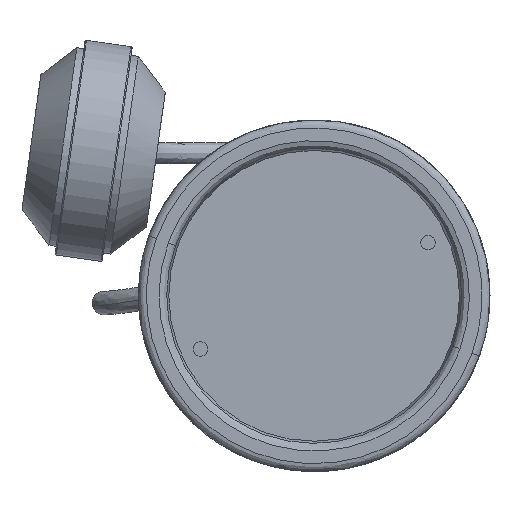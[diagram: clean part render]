
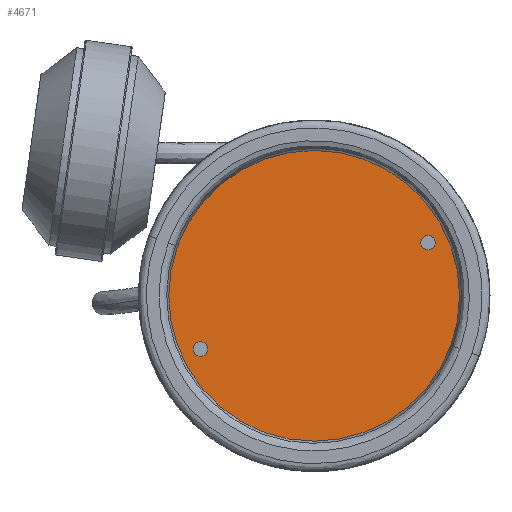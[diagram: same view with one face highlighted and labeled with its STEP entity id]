
A CAD part, front view. The second image highlights one B-rep face of the part: STEP entity #4671.
In plain terms, the highlighted planar face has unit normal (0, -1, 0).
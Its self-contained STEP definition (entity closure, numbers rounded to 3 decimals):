
#550 = EDGE_CURVE ( 'NONE', #52659, #54401, #38687, .T. ) ;
#1676 = CIRCLE ( 'NONE', #58314, 55. ) ;
#2471 = DIRECTION ( 'NONE',  ( 0., -1., 0. ) ) ;
#2777 = CARTESIAN_POINT ( 'NONE',  ( 30.838, 5.2, 33.588 ) ) ;
#2946 = CARTESIAN_POINT ( 'NONE',  ( 33.588, 5.2, 33.588 ) ) ;
#3503 = VERTEX_POINT ( 'NONE', #2777 ) ;
#4388 = CARTESIAN_POINT ( 'NONE',  ( 0., 5.2, 0. ) ) ;
#4671 = ADVANCED_FACE ( 'NONE', ( #50525, #45205, #86007 ), #9728, .F. ) ;
#5750 = ORIENTED_EDGE ( 'NONE', *, *, #64476, .F. ) ;
#6501 = ORIENTED_EDGE ( 'NONE', *, *, #81672, .F. ) ;
#7532 = ORIENTED_EDGE ( 'NONE', *, *, #25462, .T. ) ;
#8933 = AXIS2_PLACEMENT_3D ( 'NONE', #75952, #28923, #22270 ) ;
#9728 = PLANE ( 'NONE',  #44715 ) ;
#11259 = AXIS2_PLACEMENT_3D ( 'NONE', #4388, #32747, #59386 ) ;
#13013 = CARTESIAN_POINT ( 'NONE',  ( 36.338, 5.2, 33.588 ) ) ;
#19616 = AXIS2_PLACEMENT_3D ( 'NONE', #51575, #37353, #64420 ) ;
#20110 = EDGE_LOOP ( 'NONE', ( #43907, #7532 ) ) ;
#22270 = DIRECTION ( 'NONE',  ( 1., 0., 0. ) ) ;
#22869 = DIRECTION ( 'NONE',  ( 1., 0., 0. ) ) ;
#23171 = CARTESIAN_POINT ( 'NONE',  ( 0., 5.2, 0. ) ) ;
#25462 = EDGE_CURVE ( 'NONE', #86295, #57553, #32626, .T. ) ;
#28923 = DIRECTION ( 'NONE',  ( 0., -1., 0. ) ) ;
#32626 = CIRCLE ( 'NONE', #11259, 55. ) ;
#32747 = DIRECTION ( 'NONE',  ( 0., -1., 0. ) ) ;
#33577 = CIRCLE ( 'NONE', #74674, 2.75 ) ;
#36173 = CARTESIAN_POINT ( 'NONE',  ( -33.588, 5.2, -33.588 ) ) ;
#36758 = CARTESIAN_POINT ( 'NONE',  ( -110., 5.2, -110. ) ) ;
#37187 = DIRECTION ( 'NONE',  ( 0., 0., 1. ) ) ;
#37353 = DIRECTION ( 'NONE',  ( 0., -1., 0. ) ) ;
#38687 = CIRCLE ( 'NONE', #8933, 2.75 ) ;
#39141 = ORIENTED_EDGE ( 'NONE', *, *, #56703, .F. ) ;
#41335 = EDGE_LOOP ( 'NONE', ( #6501, #39141 ) ) ;
#43907 = ORIENTED_EDGE ( 'NONE', *, *, #50140, .T. ) ;
#44715 = AXIS2_PLACEMENT_3D ( 'NONE', #36758, #77596, #37187 ) ;
#45205 = FACE_BOUND ( 'NONE', #51504, .T. ) ;
#50140 = EDGE_CURVE ( 'NONE', #57553, #86295, #1676, .T. ) ;
#50525 = FACE_BOUND ( 'NONE', #41335, .T. ) ;
#51504 = EDGE_LOOP ( 'NONE', ( #5750, #76220 ) ) ;
#51575 = CARTESIAN_POINT ( 'NONE',  ( 33.588, 5.2, 33.588 ) ) ;
#52659 = VERTEX_POINT ( 'NONE', #64656 ) ;
#54401 = VERTEX_POINT ( 'NONE', #59321 ) ;
#56450 = CIRCLE ( 'NONE', #19616, 2.75 ) ;
#56703 = EDGE_CURVE ( 'NONE', #3503, #73407, #61366, .T. ) ;
#57061 = DIRECTION ( 'NONE',  ( 1., 0., 0. ) ) ;
#57553 = VERTEX_POINT ( 'NONE', #79042 ) ;
#58314 = AXIS2_PLACEMENT_3D ( 'NONE', #23171, #63531, #69736 ) ;
#59321 = CARTESIAN_POINT ( 'NONE',  ( -30.838, 5.2, -33.588 ) ) ;
#59386 = DIRECTION ( 'NONE',  ( 0., 0., -1. ) ) ;
#61366 = CIRCLE ( 'NONE', #76966, 2.75 ) ;
#63158 = CARTESIAN_POINT ( 'NONE',  ( 0., 5.2, 55. ) ) ;
#63531 = DIRECTION ( 'NONE',  ( 0., -1., 0. ) ) ;
#64420 = DIRECTION ( 'NONE',  ( 1., 0., 0. ) ) ;
#64476 = EDGE_CURVE ( 'NONE', #54401, #52659, #33577, .T. ) ;
#64656 = CARTESIAN_POINT ( 'NONE',  ( -36.338, 5.2, -33.588 ) ) ;
#69736 = DIRECTION ( 'NONE',  ( 0., 0., -1. ) ) ;
#73407 = VERTEX_POINT ( 'NONE', #13013 ) ;
#74674 = AXIS2_PLACEMENT_3D ( 'NONE', #36173, #2471, #22869 ) ;
#75952 = CARTESIAN_POINT ( 'NONE',  ( -33.588, 5.2, -33.588 ) ) ;
#76220 = ORIENTED_EDGE ( 'NONE', *, *, #550, .F. ) ;
#76966 = AXIS2_PLACEMENT_3D ( 'NONE', #2946, #77486, #57061 ) ;
#77486 = DIRECTION ( 'NONE',  ( 0., -1., 0. ) ) ;
#77596 = DIRECTION ( 'NONE',  ( 0., 1., 0. ) ) ;
#79042 = CARTESIAN_POINT ( 'NONE',  ( 0., 5.2, -55. ) ) ;
#81672 = EDGE_CURVE ( 'NONE', #73407, #3503, #56450, .T. ) ;
#86007 = FACE_OUTER_BOUND ( 'NONE', #20110, .T. ) ;
#86295 = VERTEX_POINT ( 'NONE', #63158 ) ;
